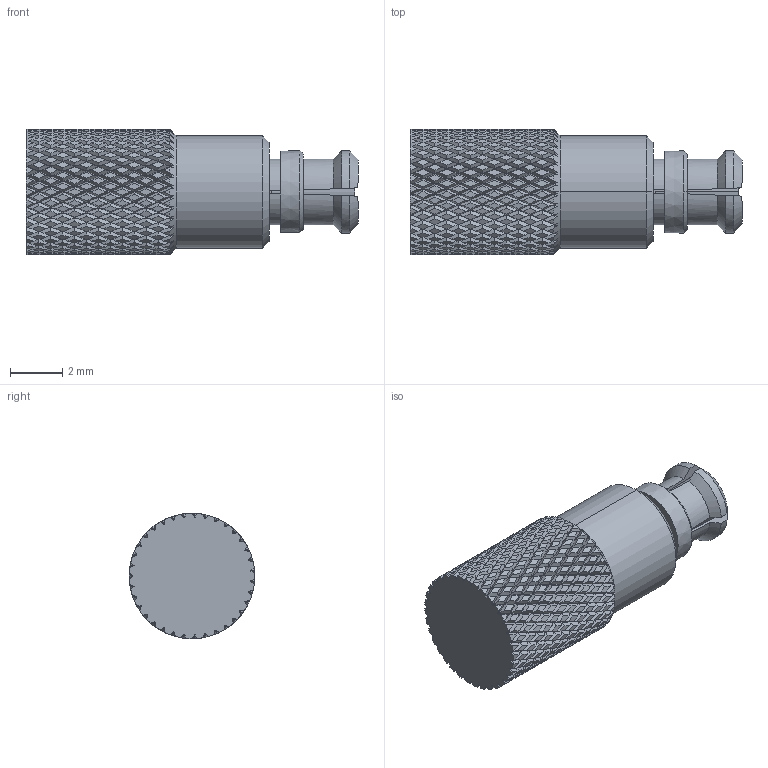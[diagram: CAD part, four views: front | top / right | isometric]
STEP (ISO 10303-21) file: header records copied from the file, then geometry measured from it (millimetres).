
FILE_DESCRIPTION (( 'STEP AP203' ), '1' );
FILE_NAME ('ST1847.step', '2019-08-12T14:18:06', ( '' ), ( '' ), 'SwSTEP 2.0', 'SolidWorks 2018', '' );
FILE_SCHEMA (( 'CONFIG_CONTROL_DESIGN' ));
Length unit declared in the file: inch
Products named in the file (1): ST1847
Bounding box: 12.7 x 4.8 x 4.8 mm (x, y, z)
Volume: 164.6 mm3; surface area: 303.7 mm2
Topology: 1 solids, 1 shells, 2516 faces, 5241 edges, 2725 vertices
Faces by surface type: bspline 1960, cylinder 500, plane 38, cone 18
Entity records: 106293 total; most frequent: CARTESIAN_POINT 74819, ORIENTED_EDGE 10482, EDGE_CURVE 5241, VERTEX_POINT 2725, EDGE_LOOP 2520, ADVANCED_FACE 2516, FACE_OUTER_BOUND 2516, B_SPLINE_CURVE_WITH_KNOTS 2194
